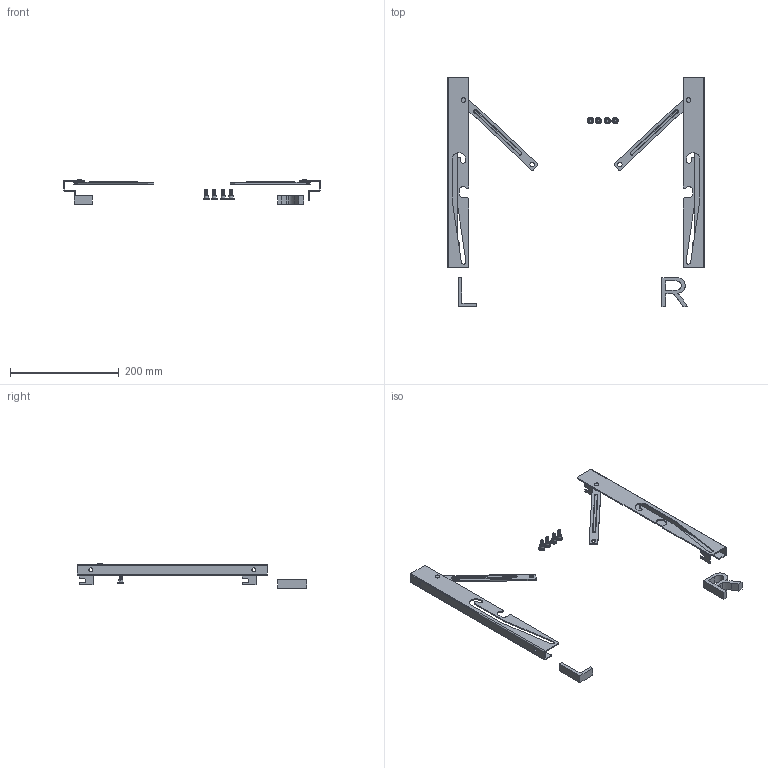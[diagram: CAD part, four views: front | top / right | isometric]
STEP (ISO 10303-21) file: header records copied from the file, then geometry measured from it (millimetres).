
FILE_DESCRIPTION(/* description */ (''),/* implementation_level */ '2;1');
FILE_NAME(/* name */ 'PS032',/* time_stamp */ '2025-11-24T11:50:14+08:00',/* author */ (''),/* organization */ (''),/* preprocessor_version */ 'ST-DEVELOPER v19.2',/* originating_system */ 'Rhino 8.5',/* authorisation */ '');
FILE_SCHEMA (('CONFIG_CONTROL_DESIGN'));
Length unit declared in the file: millimetre
Products named in the file (2): Document; 图块 01
Bounding box: 473.03 x 422.32 x 45.08 mm (x, y, z)
Volume: 46833.4 mm3; surface area: 134135.5 mm2
Topology: 10 solids, 16 shells, 454 faces, 1224 edges, 800 vertices
Faces by surface type: cylinder 224, plane 161, bspline 69
Entity records: 52815 total; most frequent: CARTESIAN_POINT 43434, ORIENTED_EDGE 2416, EDGE_CURVE 1220, DIRECTION 979, VERTEX_POINT 800, AXIS2_PLACEMENT_3D 680, B_SPLINE_CURVE_WITH_KNOTS 662, EDGE_LOOP 494
